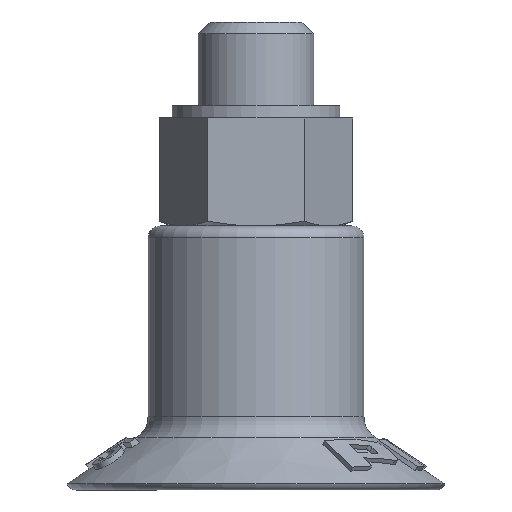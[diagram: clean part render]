
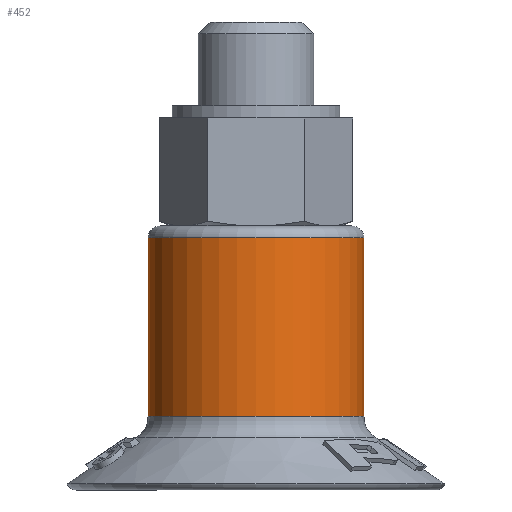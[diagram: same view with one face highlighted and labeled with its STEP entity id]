
A CAD part, front view. The second image highlights one B-rep face of the part: STEP entity #452.
In plain terms, the highlighted cylindrical face has radius 4.5 mm (diameter 9 mm), a full revolution.
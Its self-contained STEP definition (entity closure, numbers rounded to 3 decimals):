
#452 = ADVANCED_FACE( '', ( #909, #910 ), #911, .T. );
#909 = FACE_OUTER_BOUND( '', #1924, .T. );
#910 = FACE_OUTER_BOUND( '', #1925, .T. );
#911 = CYLINDRICAL_SURFACE( '', #1926, 4.5 );
#1924 = EDGE_LOOP( '', ( #2815 ) );
#1925 = EDGE_LOOP( '', ( #2816 ) );
#1926 = AXIS2_PLACEMENT_3D( '', #2817, #2818, #2819 );
#2815 = ORIENTED_EDGE( '', *, *, #3351, .T. );
#2816 = ORIENTED_EDGE( '', *, *, #3277, .F. );
#2817 = CARTESIAN_POINT( '', ( 0., 0., 11.767 ) );
#2818 = DIRECTION( '', ( 0., 0., 1. ) );
#2819 = DIRECTION( '', ( -1., 0., 0. ) );
#3277 = EDGE_CURVE( '', #3894, #3894, #3895, .T. );
#3351 = EDGE_CURVE( '', #3984, #3984, #3985, .T. );
#3894 = VERTEX_POINT( '', #5347 );
#3895 = CIRCLE( '', #5348, 4.5 );
#3984 = VERTEX_POINT( '', #5490 );
#3985 = CIRCLE( '', #5491, 4.5 );
#5347 = CARTESIAN_POINT( '', ( -4.5, 0., 3.07 ) );
#5348 = AXIS2_PLACEMENT_3D( '', #5607, #5608, #5609 );
#5490 = CARTESIAN_POINT( '', ( -4.5, 0., 10.5 ) );
#5491 = AXIS2_PLACEMENT_3D( '', #5641, #5642, #5643 );
#5607 = CARTESIAN_POINT( '', ( 0., 0., 3.07 ) );
#5608 = DIRECTION( '', ( 0., 0., -1. ) );
#5609 = DIRECTION( '', ( -1., 0., 0. ) );
#5641 = CARTESIAN_POINT( '', ( 0., 0., 10.5 ) );
#5642 = DIRECTION( '', ( 0., 0., -1. ) );
#5643 = DIRECTION( '', ( -1., 0., 0. ) );
